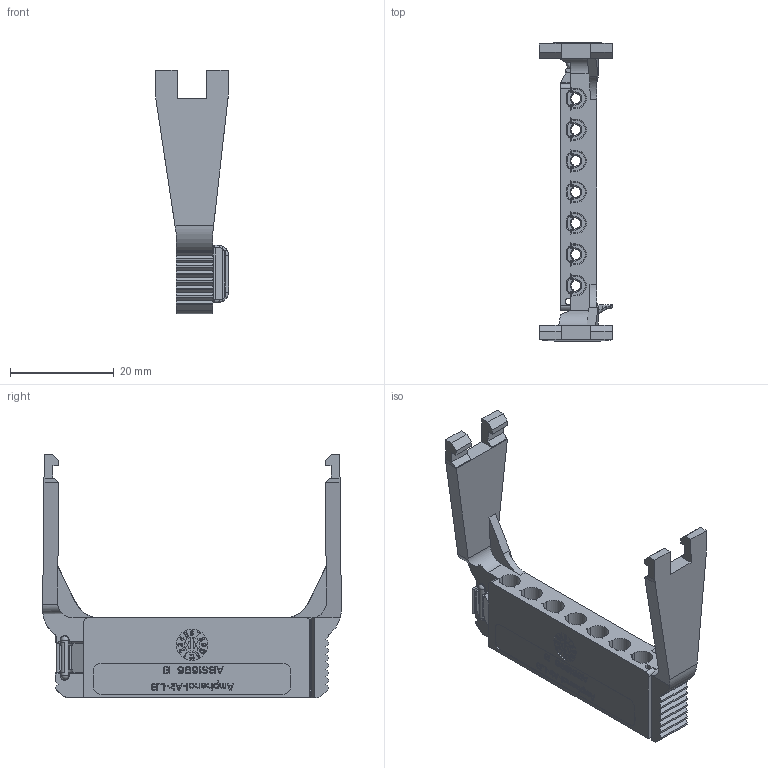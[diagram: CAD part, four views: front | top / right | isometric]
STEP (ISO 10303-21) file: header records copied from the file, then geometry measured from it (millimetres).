
FILE_DESCRIPTION((''),'2;1');
FILE_NAME('00190105400','2019-09-19T',('presta_be4'),(''),'PRO/ENGINEER BY PARAMETRIC TECHNOLOGY CORPORATION, 2014310','PRO/ENGINEER BY PARAMETRIC TECHNOLOGY CORPORATION, 2014310','');
FILE_SCHEMA(('CONFIG_CONTROL_DESIGN'));
Products named in the file (1): 00190105400
Bounding box: 14.05 x 57.47 x 46.9 mm (x, y, z)
Volume: 6275.9 mm3; surface area: 6253 mm2
Topology: 1 solids, 1 shells, 3287 faces, 9012 edges, 5845 vertices
Faces by surface type: plane 2595, cylinder 336, bspline 198, torus 140, cone 14, sphere 4
Entity records: 108322 total; most frequent: CARTESIAN_POINT 25772, ORIENTED_EDGE 18024, DIRECTION 15686, EDGE_CURVE 9012, VECTOR 7704, LINE 7704, VERTEX_POINT 5845, AXIS2_PLACEMENT_3D 3991
